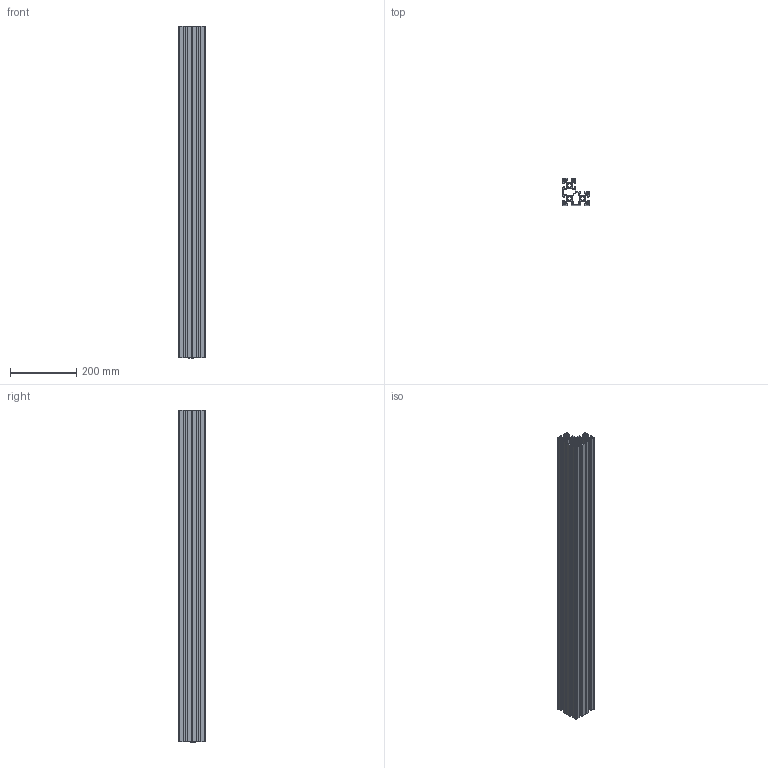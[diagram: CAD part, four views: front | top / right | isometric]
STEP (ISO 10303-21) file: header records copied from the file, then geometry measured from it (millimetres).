
FILE_DESCRIPTION (( 'STEP AP214' ), '1' );
FILE_NAME ('488.22X Êîíñòðóêöèîííûé ïðîôèëü 80õ80.22.STEP', '2019-11-01T08:31:14', ( 'Windows User' ), ( '' ), 'SwSTEP 2.0', 'SolidWorks 2019', '' );
FILE_SCHEMA (( 'AUTOMOTIVE_DESIGN' ));
Length unit declared in the file: millimetre
Products named in the file (1): 488.22X Êîíñòðóêöèîííûé ïðîôèëü 80õ80.22
Bounding box: 80 x 80 x 1000 mm (x, y, z)
Volume: 1378304.1 mm3; surface area: 1210888.2 mm2
Topology: 1 solids, 1 shells, 753 faces, 2259 edges, 1506 vertices
Faces by surface type: plane 399, cylinder 354
Entity records: 25635 total; most frequent: CARTESIAN_POINT 4519, ORIENTED_EDGE 4518, DIRECTION 4475, EDGE_CURVE 2259, LINE 1551, VECTOR 1551, VERTEX_POINT 1506, AXIS2_PLACEMENT_3D 1462
